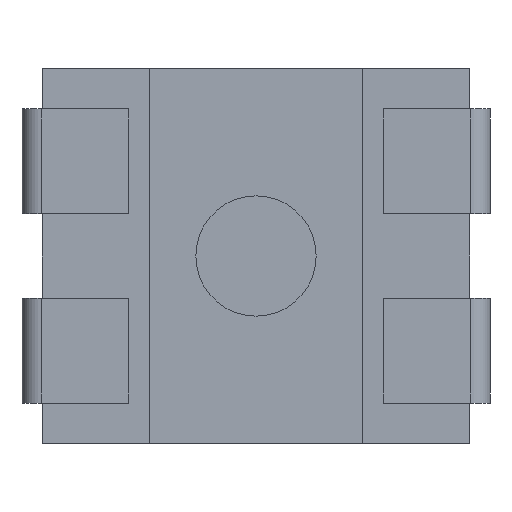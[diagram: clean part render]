
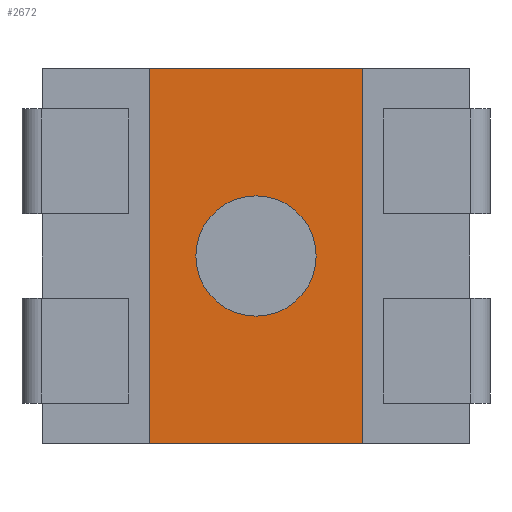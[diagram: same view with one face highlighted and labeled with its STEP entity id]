
A CAD part, front view. The second image highlights one B-rep face of the part: STEP entity #2672.
In plain terms, the highlighted planar face has unit normal (0, -1, 0).
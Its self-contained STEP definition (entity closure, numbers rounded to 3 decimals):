
#28 = AXIS2_PLACEMENT_3D ( 'NONE', #121, #1147, #556 ) ;
#81 = EDGE_CURVE ( 'NONE', #869, #2210, #2102, .T. ) ;
#121 = CARTESIAN_POINT ( 'NONE',  ( 0., 0.075, 0. ) ) ;
#149 = VECTOR ( 'NONE', #1772, 1000. ) ;
#164 = LINE ( 'NONE', #2447, #1888 ) ;
#179 = ORIENTED_EDGE ( 'NONE', *, *, #2193, .F. ) ;
#242 = VERTEX_POINT ( 'NONE', #816 ) ;
#300 = AXIS2_PLACEMENT_3D ( 'NONE', #1438, #2042, #2303 ) ;
#448 = EDGE_LOOP ( 'NONE', ( #179, #1296 ) ) ;
#549 = ORIENTED_EDGE ( 'NONE', *, *, #1781, .T. ) ;
#556 = DIRECTION ( 'NONE',  ( 0., 0., -1. ) ) ;
#752 = CARTESIAN_POINT ( 'NONE',  ( 0., 0.075, 0. ) ) ;
#766 = EDGE_CURVE ( 'NONE', #1505, #2244, #164, .T. ) ;
#772 = ORIENTED_EDGE ( 'NONE', *, *, #2556, .F. ) ;
#812 = EDGE_LOOP ( 'NONE', ( #984, #772, #2197, #549 ) ) ;
#816 = CARTESIAN_POINT ( 'NONE',  ( -0.8, 0.075, -1.4 ) ) ;
#869 = VERTEX_POINT ( 'NONE', #2320 ) ;
#968 = CARTESIAN_POINT ( 'NONE',  ( 0., 0.075, -0.45 ) ) ;
#984 = ORIENTED_EDGE ( 'NONE', *, *, #2057, .T. ) ;
#1002 = DIRECTION ( 'NONE',  ( 1., 0., 0. ) ) ;
#1045 = FACE_OUTER_BOUND ( 'NONE', #812, .T. ) ;
#1144 = CARTESIAN_POINT ( 'NONE',  ( 0.8, 0.075, 1.4 ) ) ;
#1147 = DIRECTION ( 'NONE',  ( 0., -1., 0. ) ) ;
#1296 = ORIENTED_EDGE ( 'NONE', *, *, #81, .F. ) ;
#1328 = CARTESIAN_POINT ( 'NONE',  ( 0.8, 0.075, -1.4 ) ) ;
#1430 = CARTESIAN_POINT ( 'NONE',  ( 0.8, 0.075, 1.4 ) ) ;
#1438 = CARTESIAN_POINT ( 'NONE',  ( -0.8, 0.075, 1.4 ) ) ;
#1485 = PLANE ( 'NONE',  #300 ) ;
#1505 = VERTEX_POINT ( 'NONE', #2430 ) ;
#1666 = VECTOR ( 'NONE', #2024, 1000. ) ;
#1736 = CARTESIAN_POINT ( 'NONE',  ( -0.8, 0.075, -1.4 ) ) ;
#1772 = DIRECTION ( 'NONE',  ( 0., 0., -1. ) ) ;
#1781 = EDGE_CURVE ( 'NONE', #1505, #242, #2676, .T. ) ;
#1793 = CIRCLE ( 'NONE', #1880, 0.45 ) ;
#1799 = DIRECTION ( 'NONE',  ( 0., -1., 0. ) ) ;
#1880 = AXIS2_PLACEMENT_3D ( 'NONE', #752, #1799, #2426 ) ;
#1888 = VECTOR ( 'NONE', #1002, 1000. ) ;
#1958 = LINE ( 'NONE', #1736, #2310 ) ;
#2024 = DIRECTION ( 'NONE',  ( 0., 0., -1. ) ) ;
#2042 = DIRECTION ( 'NONE',  ( 0., 1., 0. ) ) ;
#2057 = EDGE_CURVE ( 'NONE', #242, #2111, #1958, .T. ) ;
#2070 = FACE_BOUND ( 'NONE', #448, .T. ) ;
#2102 = CIRCLE ( 'NONE', #28, 0.45 ) ;
#2111 = VERTEX_POINT ( 'NONE', #1328 ) ;
#2193 = EDGE_CURVE ( 'NONE', #2210, #869, #1793, .T. ) ;
#2197 = ORIENTED_EDGE ( 'NONE', *, *, #766, .F. ) ;
#2210 = VERTEX_POINT ( 'NONE', #968 ) ;
#2231 = CARTESIAN_POINT ( 'NONE',  ( -0.8, 0.075, 1.4 ) ) ;
#2244 = VERTEX_POINT ( 'NONE', #1430 ) ;
#2303 = DIRECTION ( 'NONE',  ( 0., 0., 1. ) ) ;
#2310 = VECTOR ( 'NONE', #2367, 1000. ) ;
#2320 = CARTESIAN_POINT ( 'NONE',  ( 0., 0.075, 0.45 ) ) ;
#2367 = DIRECTION ( 'NONE',  ( 1., 0., 0. ) ) ;
#2426 = DIRECTION ( 'NONE',  ( 0., 0., -1. ) ) ;
#2430 = CARTESIAN_POINT ( 'NONE',  ( -0.8, 0.075, 1.4 ) ) ;
#2447 = CARTESIAN_POINT ( 'NONE',  ( -0.8, 0.075, 1.4 ) ) ;
#2556 = EDGE_CURVE ( 'NONE', #2244, #2111, #2578, .T. ) ;
#2578 = LINE ( 'NONE', #1144, #149 ) ;
#2672 = ADVANCED_FACE ( 'NONE', ( #2070, #1045 ), #1485, .F. ) ;
#2676 = LINE ( 'NONE', #2231, #1666 ) ;
